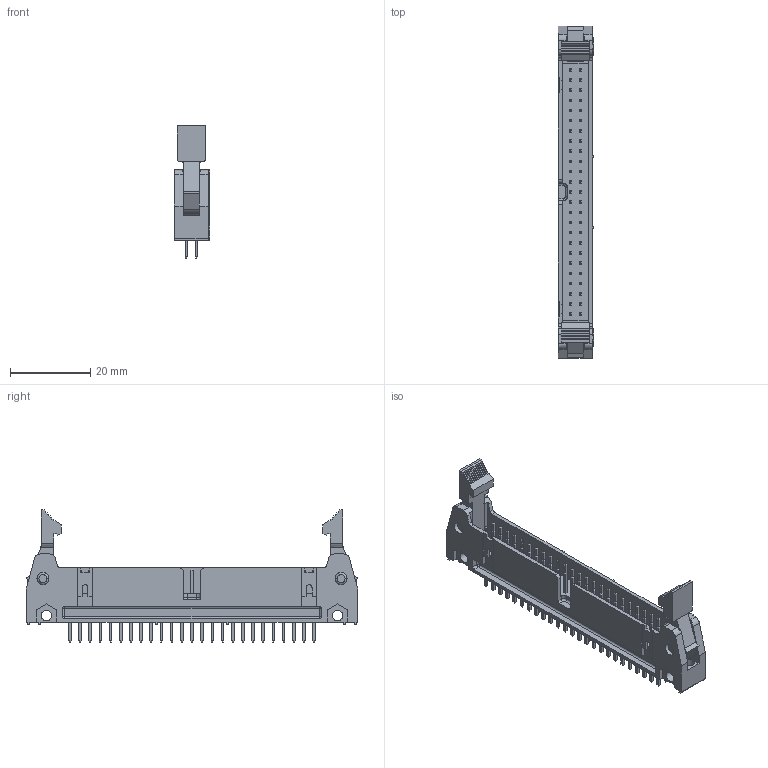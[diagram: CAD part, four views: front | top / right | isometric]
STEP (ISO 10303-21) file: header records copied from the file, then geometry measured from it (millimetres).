
FILE_DESCRIPTION(('FreeCAD Model'),'2;1');
FILE_NAME('Open CASCADE Shape Model','2024-04-16T15:50:26',(''),(''), 'Open CASCADE STEP processor 7.6','FreeCAD','Unknown');
FILE_SCHEMA(('AUTOMOTIVE_DESIGN { 1 0 10303 214 1 1 1 1 }'));
Length unit declared in the file: millimetre
Products named in the file (6): Unnamed; pins; pin; body; levers; lever
Assembly tree (55 placements, depth 3):
  Unnamed
    pins
      pin  x50
    body
    levers
      lever  x2
Bounding box: 8.75 x 82.8 x 33 mm (x, y, z)
Volume: 6893.7 mm3; surface area: 9146.2 mm2
Topology: 53 solids, 53 shells, 995 faces, 2539 edges, 2078 vertices
Faces by surface type: plane 924, cylinder 57, torus 8, sphere 4, revolution 2
Full cylindrical faces by diameter (mm): 2.6 x4, 3 x8
Entity records: 21654 total; most frequent: CARTESIAN_POINT 4274, DIRECTION 3158, LINE 2113, VECTOR 2113, ORIENTED_EDGE 1538, PCURVE 1538, DEFINITIONAL_REPRESENTATION 1538, EDGE_CURVE 769
